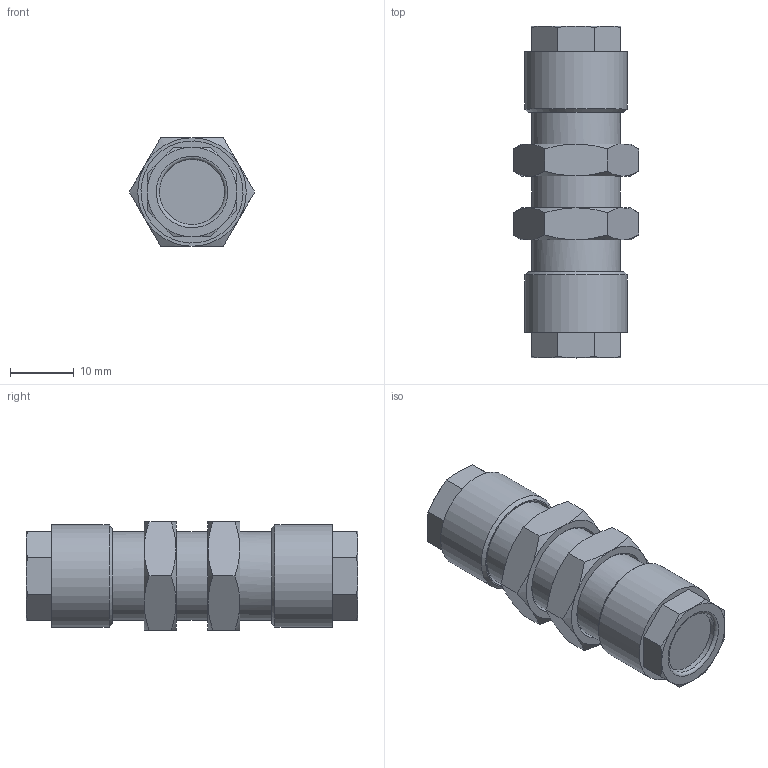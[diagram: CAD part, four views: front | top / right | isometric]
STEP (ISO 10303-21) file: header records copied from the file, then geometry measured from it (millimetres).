
FILE_DESCRIPTION(/* description */ (''),/* implementation_level */ '2;1');
FILE_NAME(/* name */ 'sck_8_msv.stp',/* time_stamp */ '2016-06-22T15:39:03+02:00',/* author */ ('hamoud'),/* organization */ (''),/* preprocessor_version */ 'ST-DEVELOPER v15.6',/* originating_system */ 'Autodesk Inventor LT ',/* authorisation */ '');
FILE_SCHEMA (('AUTOMOTIVE_DESIGN { 1 0 10303 214 3 1 1 }'));
Length unit declared in the file: millimetre
Products named in the file (1): sck_8_msv
Bounding box: 19.63 x 52 x 17 mm (x, y, z)
Volume: 9621 mm3; surface area: 3586.9 mm2
Topology: 1 solids, 1 shells, 97 faces, 211 edges, 126 vertices
Faces by surface type: cone 48, plane 40, cylinder 7, torus 2
Full cylindrical faces by diameter (mm): 10.2 x2, 13.9 x3, 16 x2
Entity records: 2409 total; most frequent: CARTESIAN_POINT 566, ORIENTED_EDGE 376, DIRECTION 368, EDGE_CURVE 188, AXIS2_PLACEMENT_3D 162, EDGE_LOOP 124, VERTEX_POINT 120, FACE_OUTER_BOUND 97
